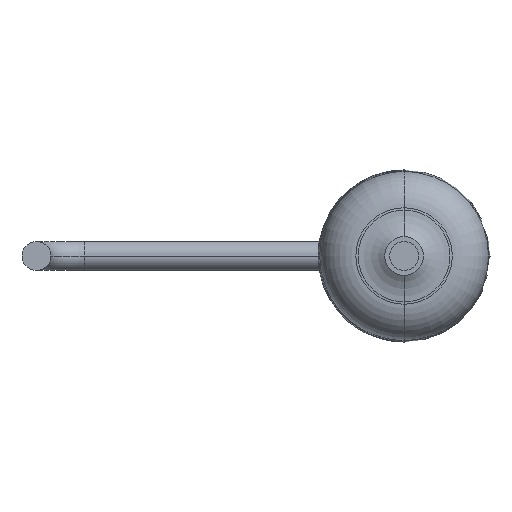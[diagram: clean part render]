
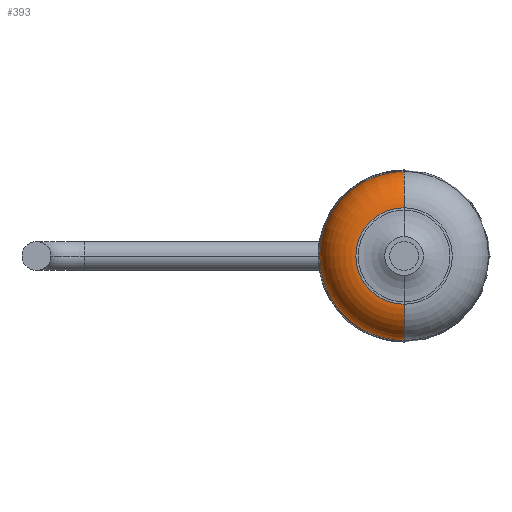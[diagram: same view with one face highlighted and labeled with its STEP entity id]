
A CAD part, front view. The second image highlights one B-rep face of the part: STEP entity #393.
In plain terms, the highlighted toroidal (fillet/blend) face has major radius 0.952 mm and minor radius 0.8 mm.
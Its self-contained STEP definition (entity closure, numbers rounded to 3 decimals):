
#14 = CARTESIAN_POINT ( 'NONE',  ( 0., -4.5, -0.952 ) ) ;
#17 = EDGE_CURVE ( 'NONE', #1088, #1160, #477, .T. ) ;
#22 = CARTESIAN_POINT ( 'NONE',  ( -1.75, -3.75, 0. ) ) ;
#74 = EDGE_CURVE ( 'NONE', #1993, #2385, #1334, .T. ) ;
#137 = AXIS2_PLACEMENT_3D ( 'NONE', #2087, #1133, #1523 ) ;
#140 = DIRECTION ( 'NONE',  ( 0., -1., 0. ) ) ;
#374 = ORIENTED_EDGE ( 'NONE', *, *, #74, .T. ) ;
#393 = ADVANCED_FACE ( 'NONE', ( #2109 ), #1959, .T. ) ;
#462 = AXIS2_PLACEMENT_3D ( 'NONE', #2219, #1586, #1401 ) ;
#477 = CIRCLE ( 'NONE', #137, 0.8 ) ;
#514 = ORIENTED_EDGE ( 'NONE', *, *, #2324, .T. ) ;
#625 = ORIENTED_EDGE ( 'NONE', *, *, #1068, .F. ) ;
#681 = ORIENTED_EDGE ( 'NONE', *, *, #17, .F. ) ;
#742 = CARTESIAN_POINT ( 'NONE',  ( 0., -3.7, -0.952 ) ) ;
#842 = EDGE_CURVE ( 'NONE', #2015, #1993, #2259, .T. ) ;
#916 = DIRECTION ( 'NONE',  ( 0., 0., -1. ) ) ;
#937 = DIRECTION ( 'NONE',  ( 0., -1., 0. ) ) ;
#1050 = AXIS2_PLACEMENT_3D ( 'NONE', #1308, #140, #916 ) ;
#1068 = EDGE_CURVE ( 'NONE', #1160, #2385, #1734, .T. ) ;
#1088 = VERTEX_POINT ( 'NONE', #1145 ) ;
#1133 = DIRECTION ( 'NONE',  ( 1., 0., 0. ) ) ;
#1145 = CARTESIAN_POINT ( 'NONE',  ( 0., -3.75, 1.75 ) ) ;
#1160 = VERTEX_POINT ( 'NONE', #1187 ) ;
#1187 = CARTESIAN_POINT ( 'NONE',  ( 0., -4.5, 0.952 ) ) ;
#1308 = CARTESIAN_POINT ( 'NONE',  ( 0., -3.75, 0. ) ) ;
#1334 = CIRCLE ( 'NONE', #1462, 0.8 ) ;
#1401 = DIRECTION ( 'NONE',  ( 0., 0., -1. ) ) ;
#1462 = AXIS2_PLACEMENT_3D ( 'NONE', #742, #1532, #2446 ) ;
#1488 = ORIENTED_EDGE ( 'NONE', *, *, #842, .T. ) ;
#1523 = DIRECTION ( 'NONE',  ( 0., 0., -1. ) ) ;
#1532 = DIRECTION ( 'NONE',  ( -1., 0., 0. ) ) ;
#1561 = CIRCLE ( 'NONE', #462, 1.75 ) ;
#1586 = DIRECTION ( 'NONE',  ( 0., -1., 0. ) ) ;
#1683 = CARTESIAN_POINT ( 'NONE',  ( 0., -3.7, 0. ) ) ;
#1719 = DIRECTION ( 'NONE',  ( 0., 0., -1. ) ) ;
#1734 = CIRCLE ( 'NONE', #2340, 0.952 ) ;
#1941 = DIRECTION ( 'NONE',  ( 0., -1., 0. ) ) ;
#1949 = EDGE_LOOP ( 'NONE', ( #681, #514, #1488, #374, #625 ) ) ;
#1959 = TOROIDAL_SURFACE ( 'NONE', #2485, 0.952, 0.8 ) ;
#1993 = VERTEX_POINT ( 'NONE', #2476 ) ;
#2015 = VERTEX_POINT ( 'NONE', #22 ) ;
#2087 = CARTESIAN_POINT ( 'NONE',  ( 0., -3.7, 0.952 ) ) ;
#2109 = FACE_OUTER_BOUND ( 'NONE', #1949, .T. ) ;
#2135 = CARTESIAN_POINT ( 'NONE',  ( 0., -4.5, 0. ) ) ;
#2219 = CARTESIAN_POINT ( 'NONE',  ( 0., -3.75, 0. ) ) ;
#2259 = CIRCLE ( 'NONE', #1050, 1.75 ) ;
#2324 = EDGE_CURVE ( 'NONE', #1088, #2015, #1561, .T. ) ;
#2331 = DIRECTION ( 'NONE',  ( 0., 0., 1. ) ) ;
#2340 = AXIS2_PLACEMENT_3D ( 'NONE', #2135, #1941, #2331 ) ;
#2385 = VERTEX_POINT ( 'NONE', #14 ) ;
#2446 = DIRECTION ( 'NONE',  ( 0., 0., 1. ) ) ;
#2476 = CARTESIAN_POINT ( 'NONE',  ( 0., -3.75, -1.75 ) ) ;
#2485 = AXIS2_PLACEMENT_3D ( 'NONE', #1683, #937, #1719 ) ;
